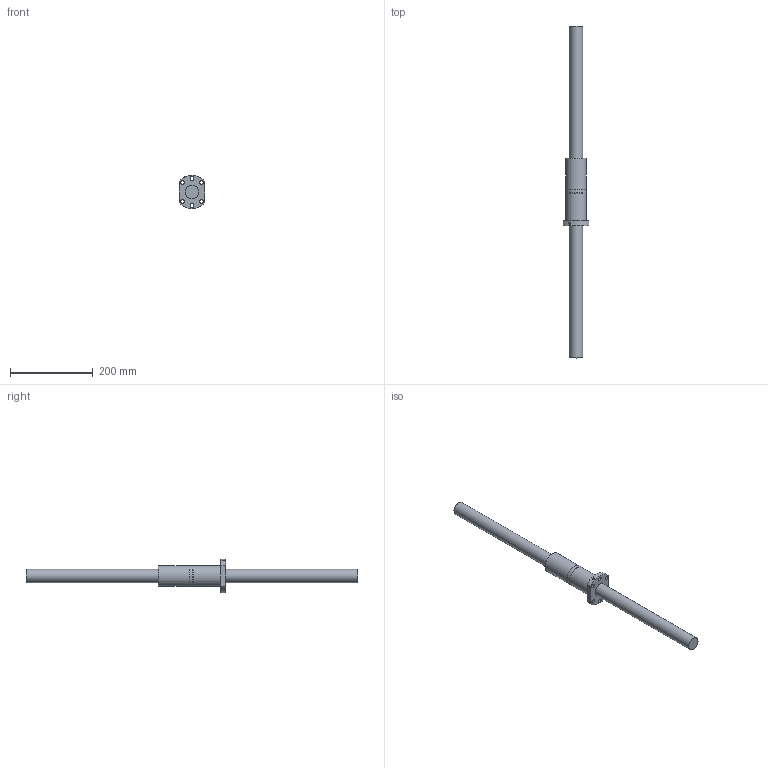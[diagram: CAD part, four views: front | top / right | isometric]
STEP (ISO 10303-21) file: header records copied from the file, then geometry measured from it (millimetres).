
FILE_DESCRIPTION(/* description */ (''),/* implementation_level */ '2;1');
FILE_NAME(/* name */ 'DFU03210-4-D-NoneNone-800.stp',/* time_stamp */ '2014-07-10T08:33:00+08:00',/* author */ (''),/* organization */ (''),/* preprocessor_version */ 'ST-DEVELOPER v11',/* originating_system */ 'SIEMENS UGS NX 6.0',/* authorisation */ '');
FILE_SCHEMA (('AUTOMOTIVE_DESIGN { 1 0 10303 214 1 1 1 1 }'));
Length unit declared in the file: millimetre
Products named in the file (1): DFU03210-4-D-NoneNone-800
Bounding box: 62 x 800 x 79.74 mm (x, y, z)
Volume: 855095.5 mm3; surface area: 133590.7 mm2
Topology: 2 solids, 2 shells, 24 faces, 60 edges, 41 vertices
Faces by surface type: cylinder 14, plane 7, torus 3
Full cylindrical faces by diameter (mm): 5 x1, 9 x6, 32 x2, 49.5 x1, 50 x2
Entity records: 759 total; most frequent: CARTESIAN_POINT 209, DIRECTION 112, ORIENTED_EDGE 74, EDGE_LOOP 56, AXIS2_PLACEMENT_3D 52, FACE_BOUND 51, EDGE_CURVE 37, VERTEX_POINT 33
